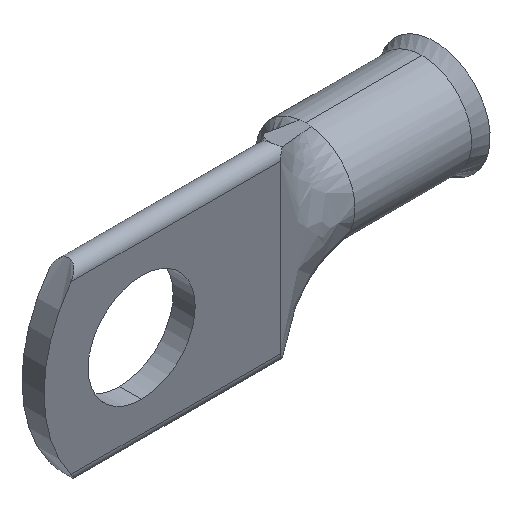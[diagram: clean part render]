
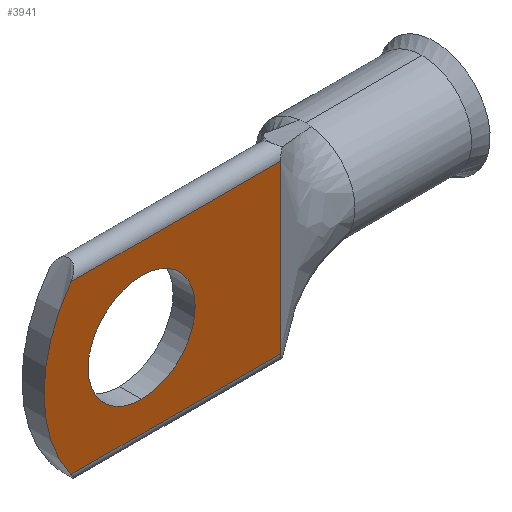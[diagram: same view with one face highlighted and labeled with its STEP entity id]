
A CAD part, isometric view. The second image highlights one B-rep face of the part: STEP entity #3941.
In plain terms, the highlighted planar face has unit normal (0, -1, 0).
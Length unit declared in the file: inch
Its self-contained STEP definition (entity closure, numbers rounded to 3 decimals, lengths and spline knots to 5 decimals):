
#47 = CIRCLE ( 'NONE', #2497, 0.17 ) ;
#254 = EDGE_CURVE ( 'NONE', #637, #2252, #1855, .T. ) ;
#290 = CARTESIAN_POINT ( 'NONE',  ( -0.28958, -0.035, 0.265 ) ) ;
#330 = CARTESIAN_POINT ( 'NONE',  ( -0.28958, -0.035, 0.265 ) ) ;
#344 = EDGE_CURVE ( 'NONE', #4105, #3587, #2508, .T. ) ;
#374 = DIRECTION ( 'NONE',  ( 0., 0., -1. ) ) ;
#402 = CIRCLE ( 'NONE', #737, 0.17 ) ;
#522 = EDGE_CURVE ( 'NONE', #3587, #637, #3966, .T. ) ;
#637 = VERTEX_POINT ( 'NONE', #3292 ) ;
#664 = CARTESIAN_POINT ( 'NONE',  ( 0.07878, -0.035, 0. ) ) ;
#737 = AXIS2_PLACEMENT_3D ( 'NONE', #2390, #1138, #2736 ) ;
#907 = EDGE_CURVE ( 'NONE', #2252, #4105, #3414, .T. ) ;
#1080 = EDGE_LOOP ( 'NONE', ( #2382, #1516 ) ) ;
#1138 = DIRECTION ( 'NONE',  ( 0., -1., 0. ) ) ;
#1202 = CARTESIAN_POINT ( 'NONE',  ( -0.065, -0.035, 0. ) ) ;
#1239 = VERTEX_POINT ( 'NONE', #2980 ) ;
#1260 = ORIENTED_EDGE ( 'NONE', *, *, #522, .T. ) ;
#1321 = DIRECTION ( 'NONE',  ( 0., 0., -1. ) ) ;
#1350 = ORIENTED_EDGE ( 'NONE', *, *, #907, .T. ) ;
#1516 = ORIENTED_EDGE ( 'NONE', *, *, #2413, .F. ) ;
#1533 = ORIENTED_EDGE ( 'NONE', *, *, #344, .T. ) ;
#1534 = EDGE_CURVE ( 'NONE', #1239, #3609, #47, .T. ) ;
#1592 = CARTESIAN_POINT ( 'NONE',  ( 0.07878, -0.035, 0. ) ) ;
#1603 = EDGE_LOOP ( 'NONE', ( #1350, #1533, #1260, #3956 ) ) ;
#1694 = AXIS2_PLACEMENT_3D ( 'NONE', #664, #2581, #374 ) ;
#1855 = LINE ( 'NONE', #290, #3551 ) ;
#1892 = VECTOR ( 'NONE', #2280, 39.37008 ) ;
#1961 = FACE_OUTER_BOUND ( 'NONE', #1603, .T. ) ;
#2252 = VERTEX_POINT ( 'NONE', #330 ) ;
#2280 = DIRECTION ( 'NONE',  ( 0., 0., 1. ) ) ;
#2382 = ORIENTED_EDGE ( 'NONE', *, *, #1534, .F. ) ;
#2390 = CARTESIAN_POINT ( 'NONE',  ( -0.065, -0.035, 0. ) ) ;
#2413 = EDGE_CURVE ( 'NONE', #3609, #1239, #402, .T. ) ;
#2497 = AXIS2_PLACEMENT_3D ( 'NONE', #1202, #3461, #2535 ) ;
#2508 = LINE ( 'NONE', #3516, #3196 ) ;
#2535 = DIRECTION ( 'NONE',  ( 0., 0., -1. ) ) ;
#2547 = DIRECTION ( 'NONE',  ( 1., 0., 0. ) ) ;
#2581 = DIRECTION ( 'NONE',  ( 0., -1., 0. ) ) ;
#2736 = DIRECTION ( 'NONE',  ( 0., 0., -1. ) ) ;
#2826 = DIRECTION ( 'NONE',  ( -1., 0., 0. ) ) ;
#2842 = AXIS2_PLACEMENT_3D ( 'NONE', #1592, #3228, #1321 ) ;
#2935 = PLANE ( 'NONE',  #2842 ) ;
#2980 = CARTESIAN_POINT ( 'NONE',  ( -0.065, -0.035, 0.17 ) ) ;
#3196 = VECTOR ( 'NONE', #2547, 39.37008 ) ;
#3228 = DIRECTION ( 'NONE',  ( 0., -1., 0. ) ) ;
#3233 = CARTESIAN_POINT ( 'NONE',  ( -0.065, -0.035, -0.17 ) ) ;
#3292 = CARTESIAN_POINT ( 'NONE',  ( 0.375, -0.035, 0.265 ) ) ;
#3414 = CIRCLE ( 'NONE', #1694, 0.45378 ) ;
#3461 = DIRECTION ( 'NONE',  ( 0., -1., 0. ) ) ;
#3516 = CARTESIAN_POINT ( 'NONE',  ( 0.07878, -0.035, -0.265 ) ) ;
#3551 = VECTOR ( 'NONE', #2826, 39.37008 ) ;
#3557 = FACE_BOUND ( 'NONE', #1080, .T. ) ;
#3587 = VERTEX_POINT ( 'NONE', #4225 ) ;
#3609 = VERTEX_POINT ( 'NONE', #3233 ) ;
#3923 = CARTESIAN_POINT ( 'NONE',  ( 0.375, -0.035, 0. ) ) ;
#3941 = ADVANCED_FACE ( 'NONE', ( #3557, #1961 ), #2935, .T. ) ;
#3956 = ORIENTED_EDGE ( 'NONE', *, *, #254, .T. ) ;
#3966 = LINE ( 'NONE', #3923, #1892 ) ;
#4105 = VERTEX_POINT ( 'NONE', #4201 ) ;
#4201 = CARTESIAN_POINT ( 'NONE',  ( -0.28958, -0.035, -0.265 ) ) ;
#4225 = CARTESIAN_POINT ( 'NONE',  ( 0.375, -0.035, -0.265 ) ) ;
